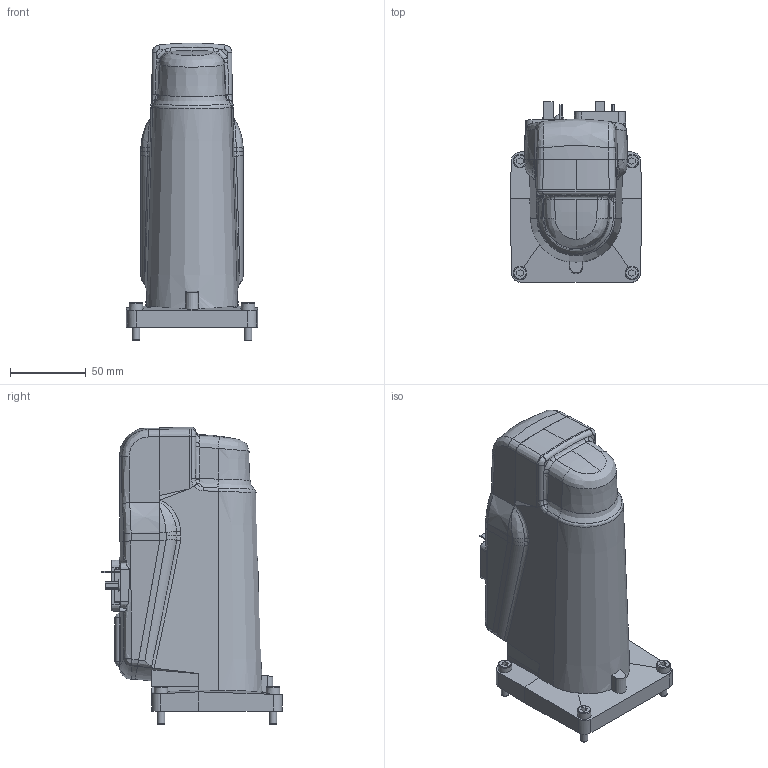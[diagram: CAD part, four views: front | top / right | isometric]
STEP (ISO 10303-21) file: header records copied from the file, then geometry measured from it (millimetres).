
FILE_DESCRIPTION(/* description */ ('Step214-Parts for PM'),/* implementation_level */ '2;1');
FILE_NAME(/* name */ 'SKP15....stp',/* time_stamp */ '2016-03-24T10:53:05+01:00',/* author */ ('EMC'),/* organization */ ('Siemens'),/* preprocessor_version */ 'ST-DEVELOPER v15',/* originating_system */ 'SIEMENS PLM Software NX 8.5',/* authorisation */ 'EMC/PM');
FILE_SCHEMA (('AUTOMOTIVE_DESIGN { 1 0 10303 214 3 1 1 1 }'));
Length unit declared in the file: millimetre
Products named in the file (1): Volc157C5CC9jam9
Bounding box: 87 x 119 x 196.7 mm (x, y, z)
Volume: 907359 mm3; surface area: 69286.1 mm2
Topology: 1 solids, 2 shells, 312 faces, 827 edges, 531 vertices
Faces by surface type: plane 152, bspline 68, cone 45, cylinder 37, torus 6, sphere 4
Full cylindrical faces by diameter (mm): 5 x4, 9 x5
Entity records: 13440 total; most frequent: CARTESIAN_POINT 4210, ORIENTED_EDGE 1566, DIRECTION 1277, EDGE_CURVE 783, VERTEX_POINT 517, AXIS2_PLACEMENT_3D 464, EDGE_LOOP 354, LINE 349
